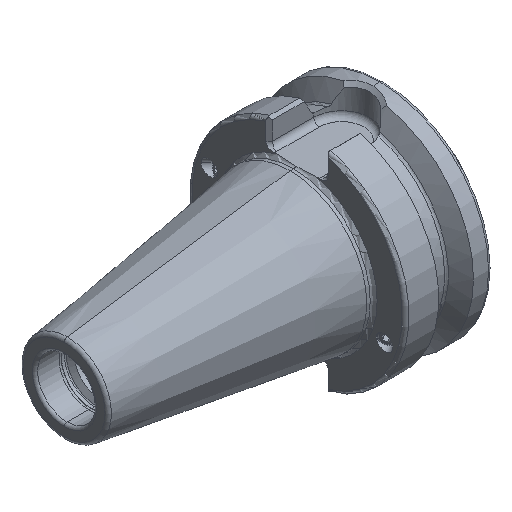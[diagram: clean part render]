
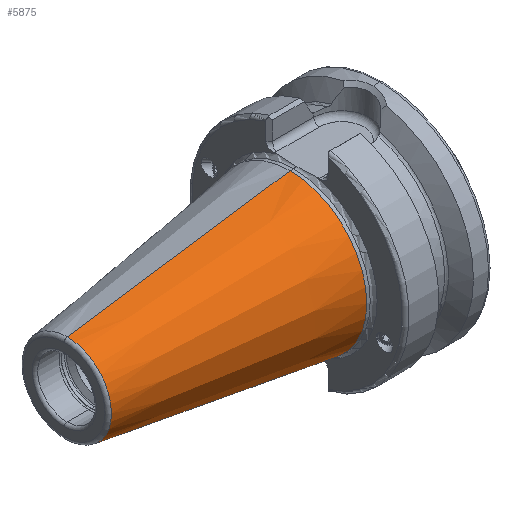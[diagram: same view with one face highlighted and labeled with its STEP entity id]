
A CAD part, isometric view. The second image highlights one B-rep face of the part: STEP entity #5875.
In plain terms, the highlighted conical face has half-angle 8.297 degrees and reference radius 22.225 mm.
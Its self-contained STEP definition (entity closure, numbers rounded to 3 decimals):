
#409 = DIRECTION ( 'NONE',  ( 0., 0., -1. ) ) ;
#919 = CARTESIAN_POINT ( 'NONE',  ( -64.544, 0., 12.812 ) ) ;
#929 = DIRECTION ( 'NONE',  ( 0.99, 0., -0.144 ) ) ;
#1204 = AXIS2_PLACEMENT_3D ( 'NONE', #7095, #6548, #409 ) ;
#1254 = VERTEX_POINT ( 'NONE', #6714 ) ;
#1440 = ORIENTED_EDGE ( 'NONE', *, *, #5170, .F. ) ;
#1601 = CARTESIAN_POINT ( 'NONE',  ( 0., 0., -22.225 ) ) ;
#1848 = DIRECTION ( 'NONE',  ( -1., 0., 0. ) ) ;
#2206 = CIRCLE ( 'NONE', #7136, 22.225 ) ;
#2227 = DIRECTION ( 'NONE',  ( -1., 0., 0. ) ) ;
#2367 = AXIS2_PLACEMENT_3D ( 'NONE', #5595, #2227, #6156 ) ;
#2406 = ORIENTED_EDGE ( 'NONE', *, *, #4880, .T. ) ;
#2575 = ORIENTED_EDGE ( 'NONE', *, *, #4794, .T. ) ;
#2616 = CONICAL_SURFACE ( 'NONE', #1204, 22.225, 0.145 ) ;
#2817 = VERTEX_POINT ( 'NONE', #919 ) ;
#3101 = CARTESIAN_POINT ( 'NONE',  ( -64.544, 0., -12.812 ) ) ;
#3118 = VERTEX_POINT ( 'NONE', #3101 ) ;
#3163 = CARTESIAN_POINT ( 'NONE',  ( 0., 0., -22.225 ) ) ;
#3249 = CARTESIAN_POINT ( 'NONE',  ( 0., 0., 22.225 ) ) ;
#4266 = ORIENTED_EDGE ( 'NONE', *, *, #5250, .F. ) ;
#4307 = FACE_OUTER_BOUND ( 'NONE', #4748, .T. ) ;
#4748 = EDGE_LOOP ( 'NONE', ( #1440, #4266, #2575, #2406 ) ) ;
#4794 = EDGE_CURVE ( 'NONE', #3118, #5945, #5891, .T. ) ;
#4880 = EDGE_CURVE ( 'NONE', #5945, #1254, #2206, .T. ) ;
#4951 = DIRECTION ( 'NONE',  ( 0.99, 0., 0.144 ) ) ;
#5170 = EDGE_CURVE ( 'NONE', #2817, #1254, #5283, .T. ) ;
#5213 = CARTESIAN_POINT ( 'NONE',  ( 0., 0., 0. ) ) ;
#5250 = EDGE_CURVE ( 'NONE', #3118, #2817, #6576, .T. ) ;
#5283 = LINE ( 'NONE', #3249, #6752 ) ;
#5546 = VECTOR ( 'NONE', #929, 1000. ) ;
#5595 = CARTESIAN_POINT ( 'NONE',  ( -64.544, 0., 0. ) ) ;
#5771 = DIRECTION ( 'NONE',  ( 0., 0., 1. ) ) ;
#5875 = ADVANCED_FACE ( 'NONE', ( #4307 ), #2616, .T. ) ;
#5891 = LINE ( 'NONE', #3163, #5546 ) ;
#5945 = VERTEX_POINT ( 'NONE', #1601 ) ;
#6156 = DIRECTION ( 'NONE',  ( 0., 0., 1. ) ) ;
#6548 = DIRECTION ( 'NONE',  ( 1., 0., 0. ) ) ;
#6576 = CIRCLE ( 'NONE', #2367, 12.812 ) ;
#6714 = CARTESIAN_POINT ( 'NONE',  ( 0., 0., 22.225 ) ) ;
#6752 = VECTOR ( 'NONE', #4951, 1000. ) ;
#7095 = CARTESIAN_POINT ( 'NONE',  ( 0., 0., 0. ) ) ;
#7136 = AXIS2_PLACEMENT_3D ( 'NONE', #5213, #1848, #5771 ) ;
